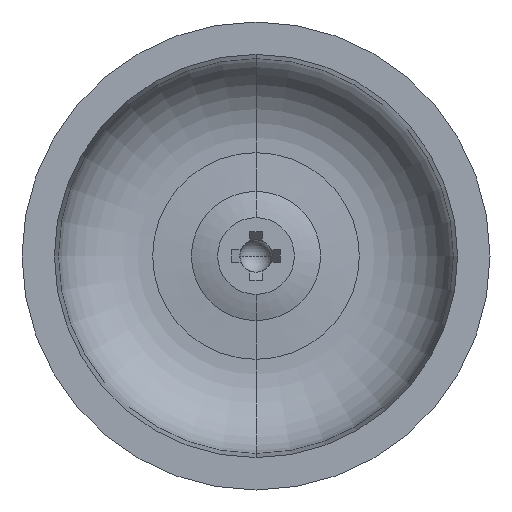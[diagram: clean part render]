
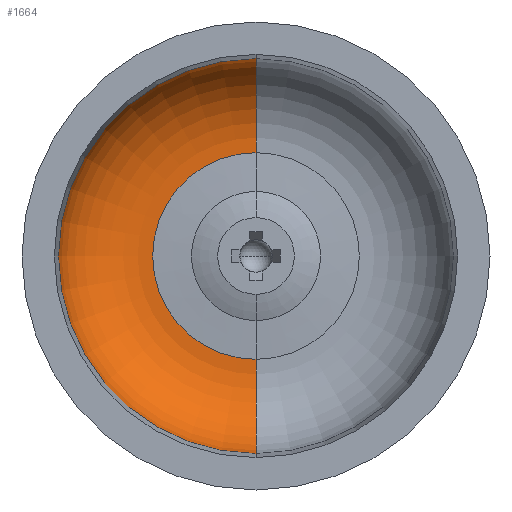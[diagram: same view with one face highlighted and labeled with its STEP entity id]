
A CAD part, front view. The second image highlights one B-rep face of the part: STEP entity #1664.
In plain terms, the highlighted toroidal (fillet/blend) face has major radius 13.562 mm and minor radius 11.006 mm.
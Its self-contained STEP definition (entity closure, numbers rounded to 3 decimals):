
#154 = EDGE_CURVE ( 'NONE', #1951, #1950, #467, .T. ) ;
#242 = EDGE_CURVE ( 'NONE', #1950, #1974, #363, .T. ) ;
#249 = EDGE_CURVE ( 'NONE', #1951, #1952, #352, .T. ) ;
#305 = EDGE_CURVE ( 'NONE', #1952, #1974, #1188, .T. ) ;
#352 = CIRCLE ( 'NONE', #2599, 11.006 ) ;
#363 = CIRCLE ( 'NONE', #2617, 11.006 ) ;
#467 = CIRCLE ( 'NONE', #2645, 12.803 ) ;
#514 = ORIENTED_EDGE ( 'NONE', *, *, #154, .F. ) ;
#515 = ORIENTED_EDGE ( 'NONE', *, *, #249, .T. ) ;
#516 = ORIENTED_EDGE ( 'NONE', *, *, #305, .T. ) ;
#517 = ORIENTED_EDGE ( 'NONE', *, *, #242, .F. ) ;
#824 = AXIS2_PLACEMENT_3D ( 'NONE', #1114, #1603, #1122 ) ;
#1061 = CARTESIAN_POINT ( 'NONE',  ( 0., 5.5, 24.484 ) ) ;
#1114 = CARTESIAN_POINT ( 'NONE',  ( 0., 4.142, 0. ) ) ;
#1122 = DIRECTION ( 'NONE',  ( 0., 0., -1. ) ) ;
#1174 = TOROIDAL_SURFACE ( 'NONE', #824, 13.562, 11.006 ) ;
#1188 = CIRCLE ( 'NONE', #2574, 24.484 ) ;
#1210 = FACE_OUTER_BOUND ( 'NONE', #2037, .T. ) ;
#1327 = CARTESIAN_POINT ( 'NONE',  ( 0., 15.122, -12.803 ) ) ;
#1387 = CARTESIAN_POINT ( 'NONE',  ( 0., 5.5, -24.484 ) ) ;
#1410 = CARTESIAN_POINT ( 'NONE',  ( 0., 5.5, 0. ) ) ;
#1563 = DIRECTION ( 'NONE',  ( 0., -1., 0. ) ) ;
#1568 = DIRECTION ( 'NONE',  ( 0., 0., -1. ) ) ;
#1595 = CARTESIAN_POINT ( 'NONE',  ( 0., 15.122, 12.803 ) ) ;
#1603 = DIRECTION ( 'NONE',  ( 0., -1., 0. ) ) ;
#1664 = ADVANCED_FACE ( 'NONE', ( #1210 ), #1174, .F. ) ;
#1950 = VERTEX_POINT ( 'NONE', #1327 ) ;
#1951 = VERTEX_POINT ( 'NONE', #1595 ) ;
#1952 = VERTEX_POINT ( 'NONE', #1061 ) ;
#1974 = VERTEX_POINT ( 'NONE', #1387 ) ;
#2037 = EDGE_LOOP ( 'NONE', ( #514, #515, #516, #517 ) ) ;
#2222 = DIRECTION ( 'NONE',  ( 0., 0., -1. ) ) ;
#2223 = DIRECTION ( 'NONE',  ( 1., 0., 0. ) ) ;
#2224 = CARTESIAN_POINT ( 'NONE',  ( 0., 4.142, 13.562 ) ) ;
#2251 = DIRECTION ( 'NONE',  ( 0., 0., 1. ) ) ;
#2252 = DIRECTION ( 'NONE',  ( -1., 0., 0. ) ) ;
#2254 = CARTESIAN_POINT ( 'NONE',  ( 0., 4.142, -13.562 ) ) ;
#2544 = DIRECTION ( 'NONE',  ( 0., 0., -1. ) ) ;
#2545 = DIRECTION ( 'NONE',  ( 0., -1., 0. ) ) ;
#2550 = CARTESIAN_POINT ( 'NONE',  ( 0., 15.122, 0. ) ) ;
#2574 = AXIS2_PLACEMENT_3D ( 'NONE', #1410, #1563, #1568 ) ;
#2599 = AXIS2_PLACEMENT_3D ( 'NONE', #2224, #2223, #2222 ) ;
#2617 = AXIS2_PLACEMENT_3D ( 'NONE', #2254, #2252, #2251 ) ;
#2645 = AXIS2_PLACEMENT_3D ( 'NONE', #2550, #2545, #2544 ) ;
